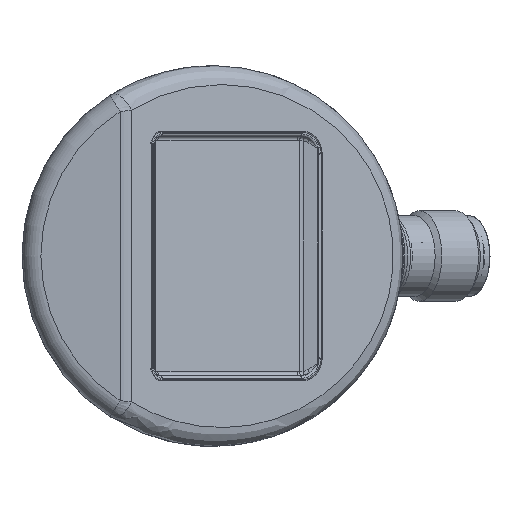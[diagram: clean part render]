
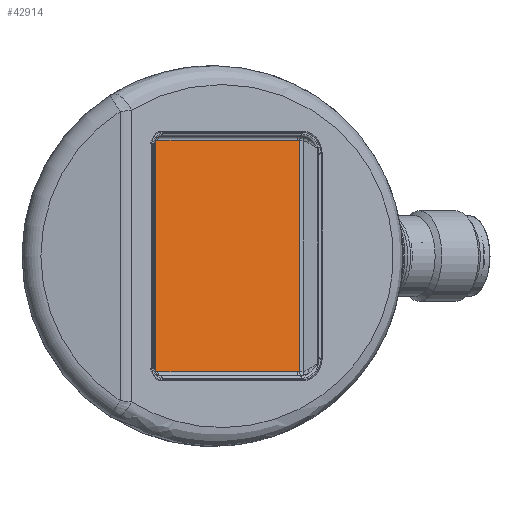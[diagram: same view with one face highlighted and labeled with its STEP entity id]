
A CAD part, front view. The second image highlights one B-rep face of the part: STEP entity #42914.
In plain terms, the highlighted planar face has unit normal (0.5, -0.866, 0).
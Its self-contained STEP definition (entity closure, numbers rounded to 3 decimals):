
#2578=LINE('',#54329,#4716);
#2579=LINE('',#54333,#4717);
#2580=LINE('',#54337,#4718);
#2581=LINE('',#54341,#4719);
#4716=VECTOR('',#47228,1000.);
#4717=VECTOR('',#47231,1000.);
#4718=VECTOR('',#47234,1000.);
#4719=VECTOR('',#47237,1000.);
#6854=ORIENTED_EDGE('',*,*,#16066,.T.);
#6855=ORIENTED_EDGE('',*,*,#16067,.T.);
#6856=ORIENTED_EDGE('',*,*,#16068,.T.);
#6857=ORIENTED_EDGE('',*,*,#16069,.T.);
#6858=ORIENTED_EDGE('',*,*,#16070,.T.);
#6859=ORIENTED_EDGE('',*,*,#16071,.T.);
#6860=ORIENTED_EDGE('',*,*,#16072,.T.);
#6861=ORIENTED_EDGE('',*,*,#16073,.T.);
#16066=EDGE_CURVE('',#20672,#20673,#23706,.F.);
#16067=EDGE_CURVE('',#20673,#20674,#2578,.T.);
#16068=EDGE_CURVE('',#20674,#20675,#23707,.F.);
#16069=EDGE_CURVE('',#20675,#20676,#2579,.T.);
#16070=EDGE_CURVE('',#20676,#20677,#23708,.F.);
#16071=EDGE_CURVE('',#20677,#20678,#2580,.T.);
#16072=EDGE_CURVE('',#20678,#20679,#23709,.F.);
#16073=EDGE_CURVE('',#20679,#20672,#2581,.T.);
#20672=VERTEX_POINT('',#54327);
#20673=VERTEX_POINT('',#54328);
#20674=VERTEX_POINT('',#54330);
#20675=VERTEX_POINT('',#54332);
#20676=VERTEX_POINT('',#54334);
#20677=VERTEX_POINT('',#54336);
#20678=VERTEX_POINT('',#54338);
#20679=VERTEX_POINT('',#54340);
#23706=CIRCLE('',#44742,1.946);
#23707=CIRCLE('',#44743,1.946);
#23708=CIRCLE('',#44744,0.446);
#23709=CIRCLE('',#44745,0.446);
#24471=EDGE_LOOP('',(#6854,#6855,#6856,#6857,#6858,#6859,#6860,#6861));
#26598=FACE_BOUND('',#24471,.T.);
#28728=PLANE('',#44741);
#42914=ADVANCED_FACE('',(#26598),#28728,.F.);
#44741=AXIS2_PLACEMENT_3D('',#54325,#47224,#47225);
#44742=AXIS2_PLACEMENT_3D('',#54326,#47226,#47227);
#44743=AXIS2_PLACEMENT_3D('',#54331,#47229,#47230);
#44744=AXIS2_PLACEMENT_3D('',#54335,#47232,#47233);
#44745=AXIS2_PLACEMENT_3D('',#54339,#47235,#47236);
#47224=DIRECTION('',(-0.5,0.866,0.));
#47225=DIRECTION('',(0.866,0.5,0.));
#47226=DIRECTION('',(-0.5,0.866,0.));
#47227=DIRECTION('',(0.866,0.5,0.));
#47228=DIRECTION('',(0.,0.,1.));
#47229=DIRECTION('',(-0.5,0.866,0.));
#47230=DIRECTION('',(0.866,0.5,0.));
#47231=DIRECTION('',(-0.866,-0.5,0.));
#47232=DIRECTION('',(-0.5,0.866,0.));
#47233=DIRECTION('',(0.866,0.5,0.));
#47234=DIRECTION('',(0.,0.,-1.));
#47235=DIRECTION('',(-0.5,0.866,0.));
#47236=DIRECTION('',(0.866,0.5,0.));
#47237=DIRECTION('',(0.866,0.5,0.));
#54325=CARTESIAN_POINT('',(11.243,-23.119,13.4));
#54326=CARTESIAN_POINT('',(11.243,-23.119,-13.4));
#54327=CARTESIAN_POINT('',(11.243,-23.119,-15.346));
#54328=CARTESIAN_POINT('',(11.526,-22.955,-15.318));
#54329=CARTESIAN_POINT('',(11.526,-22.955,15.252));
#54330=CARTESIAN_POINT('',(11.526,-22.955,15.318));
#54331=CARTESIAN_POINT('',(11.243,-23.119,13.4));
#54332=CARTESIAN_POINT('',(11.243,-23.119,15.346));
#54333=CARTESIAN_POINT('',(-7.203,-33.769,15.346));
#54334=CARTESIAN_POINT('',(-7.203,-33.769,15.346));
#54335=CARTESIAN_POINT('',(-7.203,-33.769,14.9));
#54336=CARTESIAN_POINT('',(-7.589,-33.991,14.9));
#54337=CARTESIAN_POINT('',(-7.589,-33.991,-14.9));
#54338=CARTESIAN_POINT('',(-7.589,-33.991,-14.9));
#54339=CARTESIAN_POINT('',(-7.203,-33.769,-14.9));
#54340=CARTESIAN_POINT('',(-7.203,-33.769,-15.346));
#54341=CARTESIAN_POINT('',(11.243,-23.119,-15.346));
